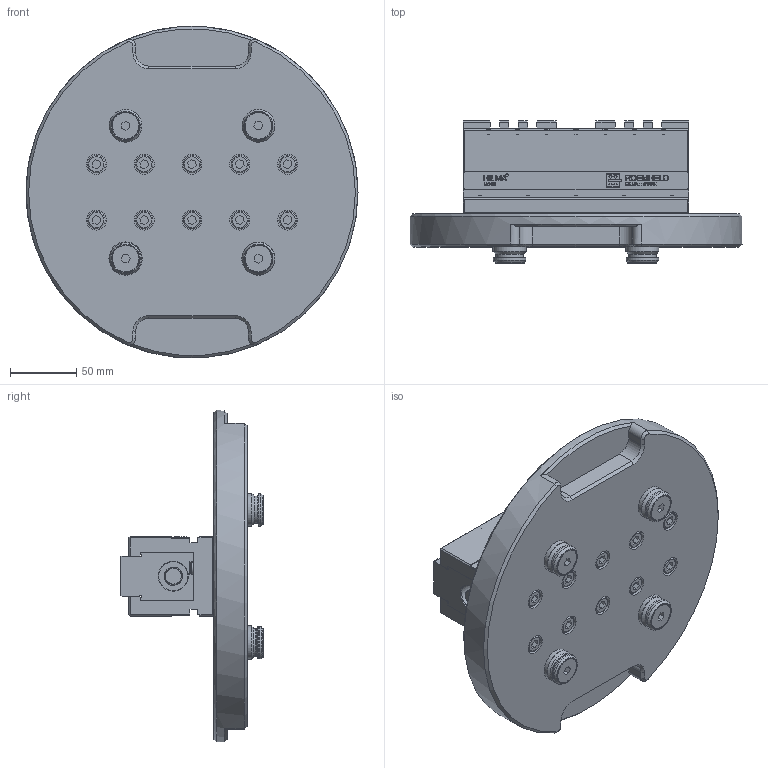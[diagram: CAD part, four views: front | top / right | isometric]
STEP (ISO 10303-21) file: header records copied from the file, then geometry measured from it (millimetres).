
FILE_DESCRIPTION (( 'STEP AP214' ), '1' );
FILE_NAME ('STARK_805 102_A.STEP', '2021-02-16T10:30:37', ( '' ), ( '' ), 'SwSTEP 2.0', 'SolidWorks 2019', '' );
FILE_SCHEMA (( 'AUTOMOTIVE_DESIGN' ));
Length unit declared in the file: millimetre
Products named in the file (9): 7000 100 EZN SPEEDY easy click NP 068-107_EZN STARK.easyclick NP; 7000 102 EZN SPEEDY easy click OZ 068-112_7000 102 - 068-112; Senk-Schraube Din 7991_Schraube Din 7991 M10x 35; Schraube Din 912_Schraube Din 912 M 8x 25; 040-988-.. Roh-Palette Ø250x25 STARK.easyclick 4f-Stm100_040-988-01 DM 250 MC60; 7000 101 EZN SPEEDY easy click AG 068-111_7000 101 - 068-111; STARK_805 102_A; Hilma MC 60 Z zentrisch E935830301_Hilma Schraubstock MC 60 Z; 804 266 Nippelbefestigungsvariante E 045-364-01_804 266
Assembly tree (24 placements, depth 2):
  STARK_805 102_A
    040-988-.. Roh-Palette Ø250x25 STARK.easyclick 4f-Stm100_040-988-01 DM 250 MC60
    7000 100 EZN SPEEDY easy click NP 068-107_EZN STARK.easyclick NP
    7000 101 EZN SPEEDY easy click AG 068-111_7000 101 - 068-111
    7000 102 EZN SPEEDY easy click OZ 068-112_7000 102 - 068-112  x2
    804 266 Nippelbefestigungsvariante E 045-364-01_804 266  x4
    Hilma MC 60 Z zentrisch E935830301_Hilma Schraubstock MC 60 Z
    Senk-Schraube Din 7991_Schraube Din 7991 M10x 35  x4
    Schraube Din 912_Schraube Din 912 M 8x 25  x10
Bounding box: 250 x 107.1 x 249.7 mm (x, y, z)
Volume: 1165700.5 mm3; surface area: 303608.5 mm2
Topology: 23 solids, 199 shells, 2203 faces, 5082 edges, 3424 vertices
Faces by surface type: plane 1549, cylinder 298, bspline 170, cone 154, torus 32
Full cylindrical faces by diameter (mm): 2 x2, 4.1 x8, 5.98 x6, 6 x6, 6.6 x6, 6.647 x26, 8 x11, 8.5 x5, 9 x24, 10 x25, 10.2 x4, 10.5 x14, 11 x1, 12.2 x8, 13 x14, 13.8 x2, 15 x18, 16 x2, 17 x1, 18 x1, 19 x1, 20 x4, 20.5 x4, 20.7 x4, 21.5 x7, 22 x10, 24.6 x6, 25 x1, 29.8 x4, 30 x5
Entity records: 89216 total; most frequent: CARTESIAN_POINT 26069, ORIENTED_EDGE 8036, DIRECTION 7659, EDGE_CURVE 4178, VERTEX_POINT 3015, LINE 2897, VECTOR 2897, EDGE_LOOP 2539
